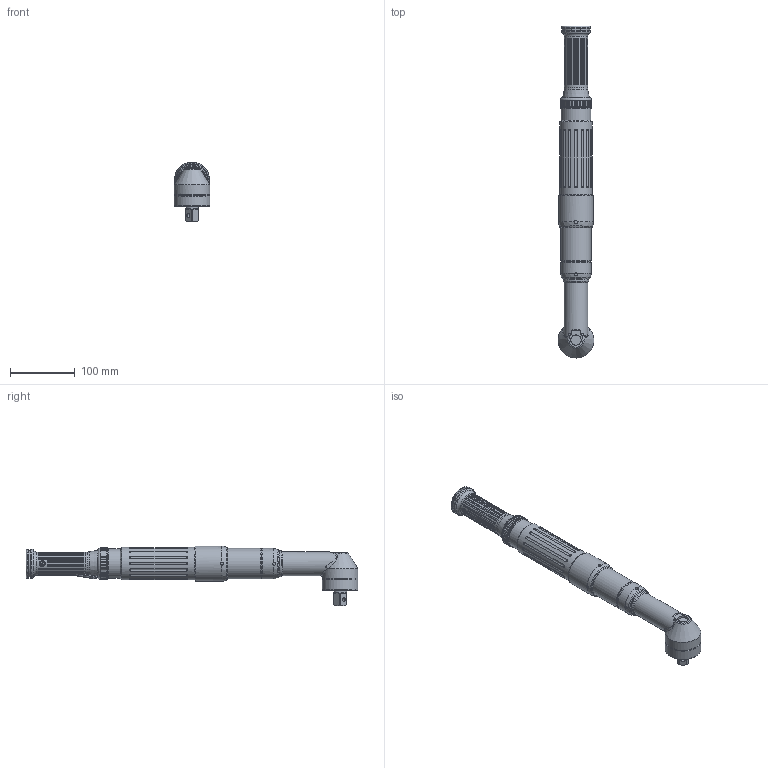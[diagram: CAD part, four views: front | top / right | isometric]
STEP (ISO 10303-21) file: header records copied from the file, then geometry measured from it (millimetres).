
FILE_DESCRIPTION(/* description */ (''),/* implementation_level */ '2;1');
FILE_NAME(/* name */ 'HFT-200M120-A-20(DS-H022+A)_OUTLINE.stp',/* time_stamp */ '2018-07-17T16:32:58+09:00',/* author */ ('AkihiroKATO'),/* organization */ (''),/* preprocessor_version */ 'ST-DEVELOPER v16.5',/* originating_system */ 'Autodesk Inventor 2017',/* authorisation */ '');
FILE_SCHEMA (('AUTOMOTIVE_DESIGN { 1 0 10303 214 3 1 1 }'));
Length unit declared in the file: millimetre
Products named in the file (1): HFT-200M120-A-20(DS-H022+A)_OUTLINE
Bounding box: 55 x 512.25 x 92 mm (x, y, z)
Volume: 837405.1 mm3; surface area: 91899.7 mm2
Topology: 1 solids, 8 shells, 834 faces, 2056 edges, 1323 vertices
Faces by surface type: plane 433, cylinder 279, sphere 60, cone 28, bspline 17, torus 17
Full cylindrical faces by diameter (mm): 1 x24, 1.6 x5, 3 x1, 4.1 x4, 4.6 x8, 5.5 x1, 6 x1, 8 x3, 9 x3, 16 x1, 20 x1, 20.5 x1, 21.4 x1, 30 x1, 34 x1, 36 x1, 37 x1, 40 x1, 41.2 x1, 45 x4, 45.4 x1, 45.5 x1, 47 x2, 48 x1, 50 x1, 52 x2, 52.4 x2, 54 x1, 55 x2
Entity records: 26539 total; most frequent: CARTESIAN_POINT 6628, DIRECTION 4207, ORIENTED_EDGE 3642, EDGE_CURVE 1813, AXIS2_PLACEMENT_3D 1733, VERTEX_POINT 1228, EDGE_LOOP 1083, STYLED_ITEM 835
